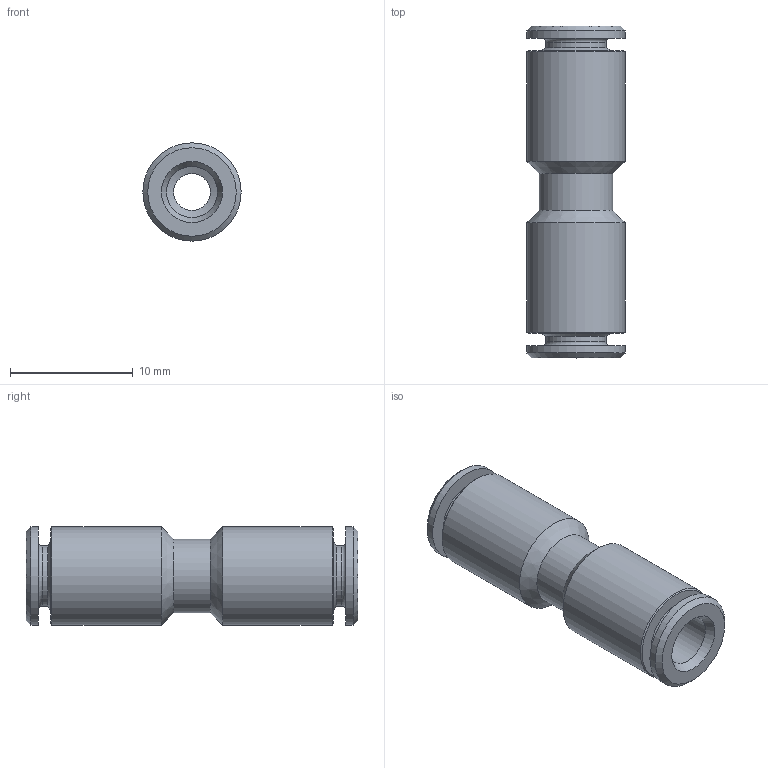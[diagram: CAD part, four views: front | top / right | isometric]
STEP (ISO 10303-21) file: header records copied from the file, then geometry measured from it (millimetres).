
FILE_DESCRIPTION(( 'MAL.26.04.04.stp' ), '1');
FILE_NAME( 'MAL.26.04.04.stp', '2021-02-19T16:28:27',( 'Sopra'),('sopra-pneumatic.com'), 'SwSTEP 2.0','SolidWorks 2009','' );
FILE_SCHEMA( ( 'AUTOMOTIVE_DESIGN { 1 0 10303 214 1 1 1 1 }' ) );
Length unit declared in the file: metre
Products named in the file (1): Taglia-Rivoluzione1
Bounding box: 8 x 27 x 8 mm (x, y, z)
Volume: 841.8 mm3; surface area: 1177 mm2
Topology: 1 solids, 1 shells, 30 faces, 58 edges, 34 vertices
Faces by surface type: cone 12, cylinder 10, plane 6, torus 2
Full cylindrical faces by diameter (mm): 3 x1, 4.15 x2, 4.9 x2, 6 x1, 8 x4
Entity records: 864 total; most frequent: DIRECTION 122, CARTESIAN_POINT 91, AXIS2_PLACEMENT_3D 61, EDGE_LOOP 60, ORIENTED_EDGE 60, FACE_OUTER_BOUND 42, STYLED_ITEM 30, PRESENTATION_STYLE_ASSIGNMENT 30
